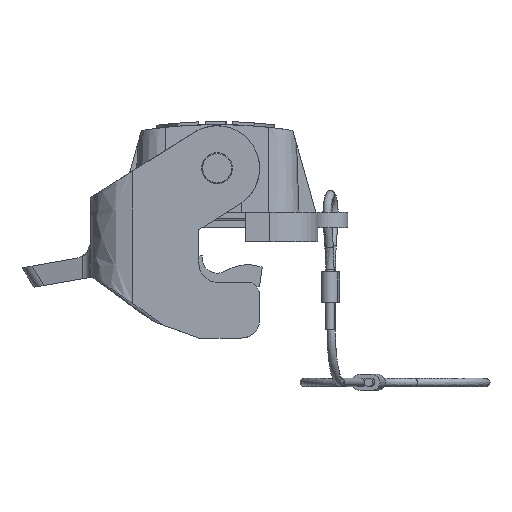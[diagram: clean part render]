
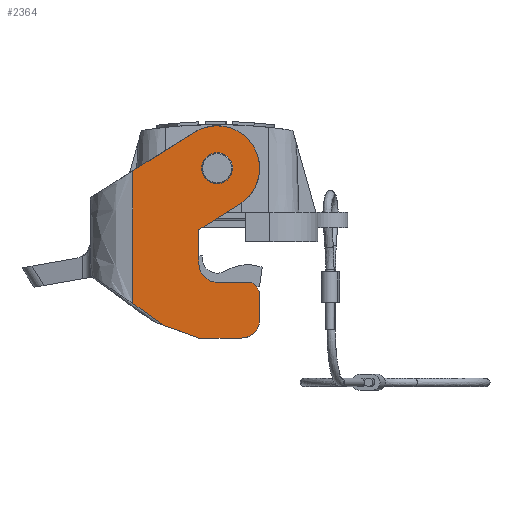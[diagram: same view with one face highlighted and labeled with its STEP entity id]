
A CAD part, left-side view. The second image highlights one B-rep face of the part: STEP entity #2364.
In plain terms, the highlighted planar face has unit normal (-1, 0, 0).
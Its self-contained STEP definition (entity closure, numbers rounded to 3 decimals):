
#2364=ADVANCED_FACE('',(#2903,#2904),#2620,.T.);
#2620=PLANE('',#8594);
#2725=B_SPLINE_CURVE_WITH_KNOTS('',3,(#12865,#12866,#12867,#12868,#12869,
#12870,#12871,#12872,#12873,#12874,#12875,#12876,#12877,#12878,#12879,#12880,
#12881,#12882,#12883,#12884,#12885,#12886,#12887,#12888,#12889,#12890,#12891,
#12892,#12893,#12894,#12895,#12896,#12897,#12898,#12899,#12900,#12901,#12902,
#12903,#12904,#12905,#12906,#12907,#12908,#12909,#12910),.UNSPECIFIED.,
 .F.,.F.,(4,3,3,3,3,3,3,3,3,3,3,3,3,3,3,4),(0.,0.049,0.249,
0.578,0.748,0.85,0.91,0.947,
0.968,0.981,0.989,0.994,
0.997,0.998,1.,1.),.UNSPECIFIED.);
#2903=FACE_BOUND('',#3233,.T.);
#2904=FACE_BOUND('',#3234,.T.);
#3233=EDGE_LOOP('',(#4781));
#3234=EDGE_LOOP('',(#4782,#4783,#4784,#4785,#4786,#4787,#4788,#4789,#4790,
#4791,#4792,#4793,#4794));
#3493=CIRCLE('',#8576,3.);
#3498=CIRCLE('',#8590,2.55);
#3499=CIRCLE('',#8591,3.);
#3500=CIRCLE('',#8592,2.);
#3501=CIRCLE('',#8593,7.);
#4781=ORIENTED_EDGE('',*,*,#6552,.T.);
#4782=ORIENTED_EDGE('',*,*,#6553,.F.);
#4783=ORIENTED_EDGE('',*,*,#6548,.T.);
#4784=ORIENTED_EDGE('',*,*,#6551,.T.);
#4785=ORIENTED_EDGE('',*,*,#6554,.T.);
#4786=ORIENTED_EDGE('',*,*,#6555,.T.);
#4787=ORIENTED_EDGE('',*,*,#6556,.T.);
#4788=ORIENTED_EDGE('',*,*,#6518,.T.);
#4789=ORIENTED_EDGE('',*,*,#6521,.T.);
#4790=ORIENTED_EDGE('',*,*,#6557,.T.);
#4791=ORIENTED_EDGE('',*,*,#6558,.T.);
#4792=ORIENTED_EDGE('',*,*,#6559,.T.);
#4793=ORIENTED_EDGE('',*,*,#6560,.T.);
#4794=ORIENTED_EDGE('',*,*,#6561,.T.);
#5735=VERTEX_POINT('',#12754);
#5737=VERTEX_POINT('',#12758);
#5739=VERTEX_POINT('',#12764);
#5763=VERTEX_POINT('',#12851);
#5764=VERTEX_POINT('',#12853);
#5765=VERTEX_POINT('',#12860);
#5766=VERTEX_POINT('',#12864);
#5767=VERTEX_POINT('',#12911);
#5768=VERTEX_POINT('',#12913);
#5769=VERTEX_POINT('',#12915);
#5770=VERTEX_POINT('',#12918);
#5771=VERTEX_POINT('',#12920);
#5772=VERTEX_POINT('',#12922);
#5773=VERTEX_POINT('',#12924);
#6518=EDGE_CURVE('',#5735,#5737,#7177,.T.);
#6521=EDGE_CURVE('',#5737,#5739,#3493,.T.);
#6548=EDGE_CURVE('',#5764,#5763,#7193,.T.);
#6551=EDGE_CURVE('',#5763,#5765,#7195,.T.);
#6552=EDGE_CURVE('',#5766,#5766,#3498,.T.);
#6553=EDGE_CURVE('',#5764,#5767,#2725,.T.);
#6554=EDGE_CURVE('',#5765,#5768,#3499,.T.);
#6555=EDGE_CURVE('',#5768,#5769,#7196,.T.);
#6556=EDGE_CURVE('',#5769,#5735,#3500,.T.);
#6557=EDGE_CURVE('',#5739,#5770,#7197,.T.);
#6558=EDGE_CURVE('',#5770,#5771,#7198,.T.);
#6559=EDGE_CURVE('',#5771,#5772,#3501,.T.);
#6560=EDGE_CURVE('',#5772,#5773,#7199,.T.);
#6561=EDGE_CURVE('',#5773,#5767,#7200,.T.);
#7177=LINE('',#12759,#7713);
#7193=LINE('',#12852,#7729);
#7195=LINE('',#12861,#7731);
#7196=LINE('',#12914,#7732);
#7197=LINE('',#12917,#7733);
#7198=LINE('',#12919,#7734);
#7199=LINE('',#12923,#7735);
#7200=LINE('',#12925,#7736);
#7713=VECTOR('',#9920,1.);
#7729=VECTOR('',#9964,1.);
#7731=VECTOR('',#9968,1.);
#7732=VECTOR('',#9975,1.);
#7733=VECTOR('',#9978,1.);
#7734=VECTOR('',#9979,1.);
#7735=VECTOR('',#9982,1.);
#7736=VECTOR('',#9983,1.);
#8576=AXIS2_PLACEMENT_3D('',#12765,#9926,#9927);
#8590=AXIS2_PLACEMENT_3D('',#12863,#9971,#9972);
#8591=AXIS2_PLACEMENT_3D('',#12912,#9973,#9974);
#8592=AXIS2_PLACEMENT_3D('',#12916,#9976,#9977);
#8593=AXIS2_PLACEMENT_3D('',#12921,#9980,#9981);
#8594=AXIS2_PLACEMENT_3D('',#12926,#9984,#9985);
#9920=DIRECTION('',(0.,1.,0.));
#9926=DIRECTION('',(1.,0.,0.));
#9927=DIRECTION('',(0.,0.,1.));
#9964=DIRECTION('',(0.,-0.94,-0.342));
#9968=DIRECTION('',(0.,-1.,0.));
#9971=DIRECTION('',(1.,0.,0.));
#9972=DIRECTION('',(0.,0.,-1.));
#9973=DIRECTION('',(-1.,0.,0.));
#9974=DIRECTION('',(0.,0.,1.));
#9975=DIRECTION('',(0.,0.,1.));
#9976=DIRECTION('',(-1.,0.,0.));
#9977=DIRECTION('',(0.,0.,1.));
#9978=DIRECTION('',(0.,0.,1.));
#9979=DIRECTION('',(0.,-0.848,0.53));
#9980=DIRECTION('',(-1.,0.,0.));
#9981=DIRECTION('',(0.,0.,1.));
#9982=DIRECTION('',(0.,0.848,-0.53));
#9983=DIRECTION('',(0.,0.,-1.));
#9984=DIRECTION('',(-1.,0.,0.));
#9985=DIRECTION('',(0.,-1.,0.));
#12754=CARTESIAN_POINT('',(42.362,-222.67,24.215));
#12758=CARTESIAN_POINT('',(42.362,-217.67,24.215));
#12759=CARTESIAN_POINT('',(42.362,-203.247,24.215));
#12764=CARTESIAN_POINT('',(42.362,-214.67,27.215));
#12765=CARTESIAN_POINT('',(42.362,-217.67,27.215));
#12851=CARTESIAN_POINT('',(42.362,-214.628,15.015));
#12852=CARTESIAN_POINT('',(42.362,-204.86,18.57));
#12853=CARTESIAN_POINT('',(42.362,-208.88,17.107));
#12860=CARTESIAN_POINT('',(42.362,-221.67,15.015));
#12861=CARTESIAN_POINT('',(42.362,-203.247,15.015));
#12863=CARTESIAN_POINT('',(42.362,-217.67,43.015));
#12864=CARTESIAN_POINT('',(42.362,-217.67,40.465));
#12865=CARTESIAN_POINT('',(42.362,-208.88,17.107));
#12866=CARTESIAN_POINT('',(42.362,-208.797,17.166));
#12867=CARTESIAN_POINT('',(42.362,-208.714,17.225));
#12868=CARTESIAN_POINT('',(42.362,-208.63,17.284));
#12869=CARTESIAN_POINT('',(42.362,-208.289,17.526));
#12870=CARTESIAN_POINT('',(42.362,-207.948,17.767));
#12871=CARTESIAN_POINT('',(42.362,-207.606,18.007));
#12872=CARTESIAN_POINT('',(42.362,-207.044,18.402));
#12873=CARTESIAN_POINT('',(42.362,-206.482,18.795));
#12874=CARTESIAN_POINT('',(42.362,-205.918,19.187));
#12875=CARTESIAN_POINT('',(42.362,-205.627,19.39));
#12876=CARTESIAN_POINT('',(42.362,-205.335,19.592));
#12877=CARTESIAN_POINT('',(42.362,-205.044,19.796));
#12878=CARTESIAN_POINT('',(42.362,-204.87,19.917));
#12879=CARTESIAN_POINT('',(42.362,-204.696,20.038));
#12880=CARTESIAN_POINT('',(42.362,-204.523,20.16));
#12881=CARTESIAN_POINT('',(42.362,-204.419,20.233));
#12882=CARTESIAN_POINT('',(42.362,-204.316,20.307));
#12883=CARTESIAN_POINT('',(42.362,-204.212,20.38));
#12884=CARTESIAN_POINT('',(42.362,-204.151,20.425));
#12885=CARTESIAN_POINT('',(42.362,-204.089,20.469));
#12886=CARTESIAN_POINT('',(42.362,-204.028,20.514));
#12887=CARTESIAN_POINT('',(42.362,-203.991,20.541));
#12888=CARTESIAN_POINT('',(42.362,-203.954,20.568));
#12889=CARTESIAN_POINT('',(42.362,-203.918,20.595));
#12890=CARTESIAN_POINT('',(42.362,-203.897,20.612));
#12891=CARTESIAN_POINT('',(42.362,-203.875,20.628));
#12892=CARTESIAN_POINT('',(42.362,-203.854,20.645));
#12893=CARTESIAN_POINT('',(42.362,-203.841,20.655));
#12894=CARTESIAN_POINT('',(42.362,-203.829,20.665));
#12895=CARTESIAN_POINT('',(42.362,-203.816,20.676));
#12896=CARTESIAN_POINT('',(42.362,-203.809,20.682));
#12897=CARTESIAN_POINT('',(42.362,-203.802,20.688));
#12898=CARTESIAN_POINT('',(42.362,-203.794,20.694));
#12899=CARTESIAN_POINT('',(42.362,-203.79,20.698));
#12900=CARTESIAN_POINT('',(42.362,-203.786,20.702));
#12901=CARTESIAN_POINT('',(42.362,-203.782,20.706));
#12902=CARTESIAN_POINT('',(42.362,-203.78,20.709));
#12903=CARTESIAN_POINT('',(42.362,-203.777,20.711));
#12904=CARTESIAN_POINT('',(42.362,-203.775,20.714));
#12905=CARTESIAN_POINT('',(42.362,-203.773,20.716));
#12906=CARTESIAN_POINT('',(42.362,-203.771,20.719));
#12907=CARTESIAN_POINT('',(42.362,-203.77,20.722));
#12908=CARTESIAN_POINT('',(42.362,-203.77,20.723));
#12909=CARTESIAN_POINT('',(42.362,-203.77,20.723));
#12910=CARTESIAN_POINT('',(42.362,-203.77,20.724));
#12911=CARTESIAN_POINT('',(42.362,-203.77,20.724));
#12912=CARTESIAN_POINT('',(42.362,-221.67,18.015));
#12913=CARTESIAN_POINT('',(42.362,-224.67,18.015));
#12914=CARTESIAN_POINT('',(42.362,-224.67,14.14));
#12915=CARTESIAN_POINT('',(42.362,-224.67,22.215));
#12916=CARTESIAN_POINT('',(42.362,-222.67,22.215));
#12917=CARTESIAN_POINT('',(42.362,-214.67,14.14));
#12918=CARTESIAN_POINT('',(42.362,-214.67,32.886));
#12919=CARTESIAN_POINT('',(42.362,-198.03,22.488));
#12920=CARTESIAN_POINT('',(42.362,-221.379,37.078));
#12921=CARTESIAN_POINT('',(42.362,-217.67,43.015));
#12922=CARTESIAN_POINT('',(42.362,-213.96,48.951));
#12923=CARTESIAN_POINT('',(42.362,-190.611,34.361));
#12924=CARTESIAN_POINT('',(42.362,-203.77,42.583));
#12925=CARTESIAN_POINT('',(42.362,-203.77,41.994));
#12926=CARTESIAN_POINT('',(42.362,-203.247,14.14));
